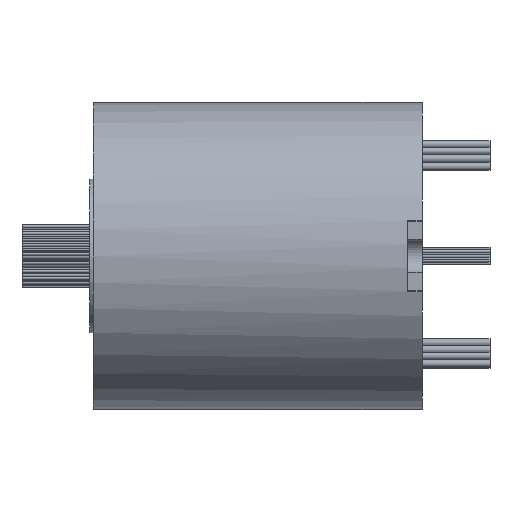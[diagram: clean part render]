
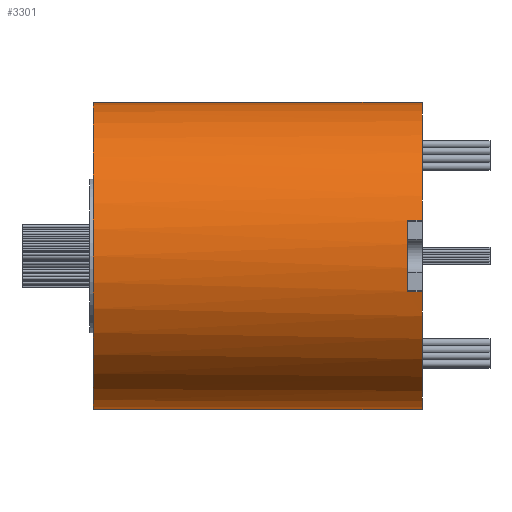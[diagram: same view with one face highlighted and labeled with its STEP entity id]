
A CAD part, front view. The second image highlights one B-rep face of the part: STEP entity #3301.
In plain terms, the highlighted cylindrical face has radius 43 mm (diameter 86 mm), a partial arc.
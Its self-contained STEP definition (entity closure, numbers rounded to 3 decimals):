
#82 = ORIENTED_EDGE ( 'NONE', *, *, #398, .F. ) ;
#247 = EDGE_CURVE ( 'NONE', #3528, #1637, #5735, .T. ) ;
#312 = EDGE_CURVE ( 'NONE', #5432, #8877, #1235, .T. ) ;
#398 = EDGE_CURVE ( 'NONE', #8877, #7981, #4426, .T. ) ;
#413 = FACE_OUTER_BOUND ( 'NONE', #2153, .T. ) ;
#524 = DIRECTION ( 'NONE',  ( -1., 0., 0. ) ) ;
#525 = ORIENTED_EDGE ( 'NONE', *, *, #3076, .T. ) ;
#621 = AXIS2_PLACEMENT_3D ( 'NONE', #7463, #3269, #8170 ) ;
#638 = ORIENTED_EDGE ( 'NONE', *, *, #312, .F. ) ;
#872 = VERTEX_POINT ( 'NONE', #4204 ) ;
#993 = CIRCLE ( 'NONE', #621, 43. ) ;
#1235 = CIRCLE ( 'NONE', #3280, 43. ) ;
#1356 = DIRECTION ( 'NONE',  ( 1., 0., 0. ) ) ;
#1635 = CARTESIAN_POINT ( 'NONE',  ( 93., 0., -43. ) ) ;
#1637 = VERTEX_POINT ( 'NONE', #9152 ) ;
#1924 = CARTESIAN_POINT ( 'NONE',  ( 89., -41.821, -10. ) ) ;
#1941 = VERTEX_POINT ( 'NONE', #2576 ) ;
#1955 = CARTESIAN_POINT ( 'NONE',  ( 89., 0., 0. ) ) ;
#2009 = DIRECTION ( 'NONE',  ( -1., 0., 0. ) ) ;
#2153 = EDGE_LOOP ( 'NONE', ( #82, #638, #525, #3307, #6952, #3793, #6842, #2172, #2636, #3328 ) ) ;
#2172 = ORIENTED_EDGE ( 'NONE', *, *, #4539, .F. ) ;
#2236 = CARTESIAN_POINT ( 'NONE',  ( 93., -41.821, -10. ) ) ;
#2237 = AXIS2_PLACEMENT_3D ( 'NONE', #3036, #7945, #3750 ) ;
#2360 = DIRECTION ( 'NONE',  ( 0., 0., -1. ) ) ;
#2509 = LINE ( 'NONE', #2236, #6048 ) ;
#2576 = CARTESIAN_POINT ( 'NONE',  ( 89., -41.821, 10. ) ) ;
#2636 = ORIENTED_EDGE ( 'NONE', *, *, #7381, .T. ) ;
#2698 = DIRECTION ( 'NONE',  ( 0., 0., -1. ) ) ;
#3036 = CARTESIAN_POINT ( 'NONE',  ( 93., 0., 0. ) ) ;
#3076 = EDGE_CURVE ( 'NONE', #5432, #8240, #2509, .T. ) ;
#3269 = DIRECTION ( 'NONE',  ( 1., 0., 0. ) ) ;
#3280 = AXIS2_PLACEMENT_3D ( 'NONE', #4231, #7993, #2360 ) ;
#3301 = ADVANCED_FACE ( 'NONE', ( #413 ), #7575, .T. ) ;
#3307 = ORIENTED_EDGE ( 'NONE', *, *, #5698, .F. ) ;
#3328 = ORIENTED_EDGE ( 'NONE', *, *, #4114, .T. ) ;
#3528 = VERTEX_POINT ( 'NONE', #4633 ) ;
#3750 = DIRECTION ( 'NONE',  ( 0., 0., -1. ) ) ;
#3793 = ORIENTED_EDGE ( 'NONE', *, *, #5574, .F. ) ;
#3878 = CARTESIAN_POINT ( 'NONE',  ( 1., 0., 43. ) ) ;
#3980 = DIRECTION ( 'NONE',  ( 1., 0., 0. ) ) ;
#4114 = EDGE_CURVE ( 'NONE', #7627, #7981, #993, .T. ) ;
#4115 = LINE ( 'NONE', #5566, #5747 ) ;
#4161 = DIRECTION ( 'NONE',  ( 1., 0., 0. ) ) ;
#4204 = CARTESIAN_POINT ( 'NONE',  ( 93., -41.821, 10. ) ) ;
#4231 = CARTESIAN_POINT ( 'NONE',  ( 93., 0., 0. ) ) ;
#4394 = DIRECTION ( 'NONE',  ( 0., 0., 1. ) ) ;
#4426 = LINE ( 'NONE', #8412, #7695 ) ;
#4539 = EDGE_CURVE ( 'NONE', #4692, #872, #5922, .T. ) ;
#4633 = CARTESIAN_POINT ( 'NONE',  ( 89., -41.88, 9.75 ) ) ;
#4692 = VERTEX_POINT ( 'NONE', #5504 ) ;
#4721 = AXIS2_PLACEMENT_3D ( 'NONE', #1955, #6922, #2698 ) ;
#5432 = VERTEX_POINT ( 'NONE', #7985 ) ;
#5504 = CARTESIAN_POINT ( 'NONE',  ( 93., 0., 43. ) ) ;
#5566 = CARTESIAN_POINT ( 'NONE',  ( 93., 0., 43. ) ) ;
#5574 = EDGE_CURVE ( 'NONE', #1941, #3528, #7103, .T. ) ;
#5659 = DIRECTION ( 'NONE',  ( 0., 0., -1. ) ) ;
#5698 = EDGE_CURVE ( 'NONE', #1637, #8240, #6214, .T. ) ;
#5735 = CIRCLE ( 'NONE', #8152, 43. ) ;
#5747 = VECTOR ( 'NONE', #2009, 1000. ) ;
#5922 = CIRCLE ( 'NONE', #2237, 43. ) ;
#6048 = VECTOR ( 'NONE', #6506, 1000. ) ;
#6197 = LINE ( 'NONE', #7651, #7856 ) ;
#6214 = CIRCLE ( 'NONE', #4721, 43. ) ;
#6358 = CARTESIAN_POINT ( 'NONE',  ( 89., 0., 0. ) ) ;
#6446 = CARTESIAN_POINT ( 'NONE',  ( 1., 0., -43. ) ) ;
#6450 = EDGE_CURVE ( 'NONE', #1941, #872, #6197, .T. ) ;
#6467 = DIRECTION ( 'NONE',  ( -1., 0., 0. ) ) ;
#6506 = DIRECTION ( 'NONE',  ( -1., 0., 0. ) ) ;
#6842 = ORIENTED_EDGE ( 'NONE', *, *, #6450, .T. ) ;
#6922 = DIRECTION ( 'NONE',  ( 1., 0., 0. ) ) ;
#6952 = ORIENTED_EDGE ( 'NONE', *, *, #247, .F. ) ;
#7103 = CIRCLE ( 'NONE', #8669, 43. ) ;
#7381 = EDGE_CURVE ( 'NONE', #4692, #7627, #4115, .T. ) ;
#7463 = CARTESIAN_POINT ( 'NONE',  ( 1., 0., 0. ) ) ;
#7575 = CYLINDRICAL_SURFACE ( 'NONE', #8500, 43. ) ;
#7627 = VERTEX_POINT ( 'NONE', #3878 ) ;
#7651 = CARTESIAN_POINT ( 'NONE',  ( 93., -41.821, 10. ) ) ;
#7695 = VECTOR ( 'NONE', #524, 1000. ) ;
#7856 = VECTOR ( 'NONE', #4161, 1000. ) ;
#7945 = DIRECTION ( 'NONE',  ( 1., 0., 0. ) ) ;
#7981 = VERTEX_POINT ( 'NONE', #6446 ) ;
#7985 = CARTESIAN_POINT ( 'NONE',  ( 93., -41.821, -10. ) ) ;
#7993 = DIRECTION ( 'NONE',  ( 1., 0., 0. ) ) ;
#8152 = AXIS2_PLACEMENT_3D ( 'NONE', #6358, #1356, #5659 ) ;
#8167 = CARTESIAN_POINT ( 'NONE',  ( 89., 0., 0. ) ) ;
#8170 = DIRECTION ( 'NONE',  ( 0., 0., -1. ) ) ;
#8240 = VERTEX_POINT ( 'NONE', #1924 ) ;
#8412 = CARTESIAN_POINT ( 'NONE',  ( 93., 0., -43. ) ) ;
#8500 = AXIS2_PLACEMENT_3D ( 'NONE', #8589, #6467, #4394 ) ;
#8589 = CARTESIAN_POINT ( 'NONE',  ( 93., 0., 0. ) ) ;
#8669 = AXIS2_PLACEMENT_3D ( 'NONE', #8167, #3980, #8883 ) ;
#8877 = VERTEX_POINT ( 'NONE', #1635 ) ;
#8883 = DIRECTION ( 'NONE',  ( 0., 0., -1. ) ) ;
#9152 = CARTESIAN_POINT ( 'NONE',  ( 89., -41.88, -9.75 ) ) ;
